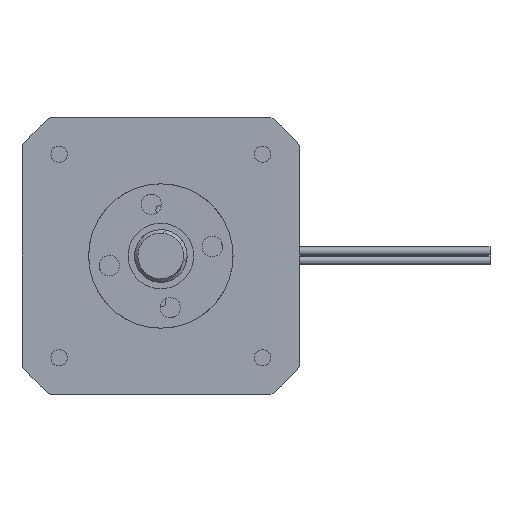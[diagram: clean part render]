
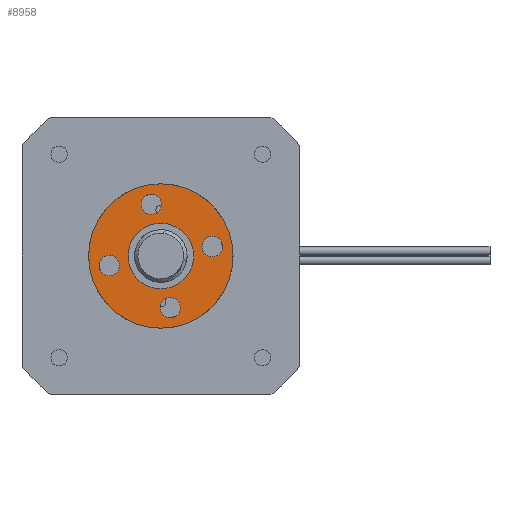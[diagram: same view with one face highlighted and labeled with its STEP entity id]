
A CAD part, front view. The second image highlights one B-rep face of the part: STEP entity #8958.
In plain terms, the highlighted face is planar.
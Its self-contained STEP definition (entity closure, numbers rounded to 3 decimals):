
#33 = EDGE_LOOP ( 'NONE', ( #6643, #10645 ) ) ;
#195 = ORIENTED_EDGE ( 'NONE', *, *, #8804, .F. ) ;
#293 = AXIS2_PLACEMENT_3D ( 'NONE', #9899, #4079, #12126 ) ;
#384 = DIRECTION ( 'NONE',  ( 0., 0., 1. ) ) ;
#577 = CARTESIAN_POINT ( 'NONE',  ( -8., 3.5, 1.55 ) ) ;
#779 = AXIS2_PLACEMENT_3D ( 'NONE', #14031, #3911, #8401 ) ;
#1002 = VERTEX_POINT ( 'NONE', #6733 ) ;
#1173 = CARTESIAN_POINT ( 'NONE',  ( 0., 3.5, -8. ) ) ;
#1220 = CARTESIAN_POINT ( 'NONE',  ( 0., 3.5, 8. ) ) ;
#1340 = CARTESIAN_POINT ( 'NONE',  ( 0., 3.5, 0. ) ) ;
#1368 = DIRECTION ( 'NONE',  ( 0., 1., 0. ) ) ;
#1406 = FACE_BOUND ( 'NONE', #8373, .T. ) ;
#1718 = ORIENTED_EDGE ( 'NONE', *, *, #3580, .F. ) ;
#1746 = CARTESIAN_POINT ( 'NONE',  ( 0., 3.5, -8. ) ) ;
#1816 = VERTEX_POINT ( 'NONE', #4326 ) ;
#1830 = CARTESIAN_POINT ( 'NONE',  ( 0., 3.5, -6.45 ) ) ;
#1848 = AXIS2_PLACEMENT_3D ( 'NONE', #13808, #13958, #384 ) ;
#2015 = EDGE_LOOP ( 'NONE', ( #1718, #195 ) ) ;
#2025 = CIRCLE ( 'NONE', #10023, 11. ) ;
#2108 = EDGE_LOOP ( 'NONE', ( #5937, #9013 ) ) ;
#2142 = EDGE_CURVE ( 'NONE', #12416, #4596, #5927, .T. ) ;
#2165 = DIRECTION ( 'NONE',  ( 0., 0., 1. ) ) ;
#2223 = FACE_BOUND ( 'NONE', #2108, .T. ) ;
#2396 = DIRECTION ( 'NONE',  ( 0., 0., 1. ) ) ;
#2430 = EDGE_CURVE ( 'NONE', #10268, #10285, #9459, .T. ) ;
#2890 = CARTESIAN_POINT ( 'NONE',  ( 0., 3.5, -5. ) ) ;
#2988 = DIRECTION ( 'NONE',  ( 0., 0., 1. ) ) ;
#3580 = EDGE_CURVE ( 'NONE', #13156, #8182, #4296, .T. ) ;
#3705 = EDGE_CURVE ( 'NONE', #4596, #12416, #12324, .T. ) ;
#3841 = DIRECTION ( 'NONE',  ( 0., 1., 0. ) ) ;
#3911 = DIRECTION ( 'NONE',  ( 0., 1., 0. ) ) ;
#3954 = CIRCLE ( 'NONE', #1848, 1.55 ) ;
#4079 = DIRECTION ( 'NONE',  ( 0., 1., 0. ) ) ;
#4199 = AXIS2_PLACEMENT_3D ( 'NONE', #4645, #8024, #11229 ) ;
#4225 = AXIS2_PLACEMENT_3D ( 'NONE', #10223, #11268, #7780 ) ;
#4296 = CIRCLE ( 'NONE', #779, 1.55 ) ;
#4326 = CARTESIAN_POINT ( 'NONE',  ( 0., 3.5, -11. ) ) ;
#4483 = DIRECTION ( 'NONE',  ( 0., 0., 1. ) ) ;
#4596 = VERTEX_POINT ( 'NONE', #8341 ) ;
#4645 = CARTESIAN_POINT ( 'NONE',  ( 0., 3.5, 0. ) ) ;
#4675 = AXIS2_PLACEMENT_3D ( 'NONE', #8966, #5425, #6757 ) ;
#4900 = VERTEX_POINT ( 'NONE', #2890 ) ;
#5065 = ORIENTED_EDGE ( 'NONE', *, *, #12944, .F. ) ;
#5262 = ORIENTED_EDGE ( 'NONE', *, *, #7916, .F. ) ;
#5385 = CIRCLE ( 'NONE', #13652, 1.55 ) ;
#5425 = DIRECTION ( 'NONE',  ( 0., 1., 0. ) ) ;
#5609 = FACE_OUTER_BOUND ( 'NONE', #7530, .T. ) ;
#5927 = CIRCLE ( 'NONE', #11354, 1.55 ) ;
#5937 = ORIENTED_EDGE ( 'NONE', *, *, #9370, .F. ) ;
#5953 = AXIS2_PLACEMENT_3D ( 'NONE', #1173, #14535, #4483 ) ;
#5983 = DIRECTION ( 'NONE',  ( 0., 0., 1. ) ) ;
#6296 = DIRECTION ( 'NONE',  ( 0., 1., 0. ) ) ;
#6297 = DIRECTION ( 'NONE',  ( 0., 0., 1. ) ) ;
#6366 = CARTESIAN_POINT ( 'NONE',  ( 0., 3.5, 0. ) ) ;
#6409 = EDGE_CURVE ( 'NONE', #10438, #1002, #10785, .T. ) ;
#6640 = CARTESIAN_POINT ( 'NONE',  ( 8., 3.5, 0. ) ) ;
#6643 = ORIENTED_EDGE ( 'NONE', *, *, #2142, .F. ) ;
#6714 = FACE_BOUND ( 'NONE', #33, .T. ) ;
#6733 = CARTESIAN_POINT ( 'NONE',  ( 0., 3.5, 9.55 ) ) ;
#6757 = DIRECTION ( 'NONE',  ( 0., 0., 1. ) ) ;
#6924 = EDGE_CURVE ( 'NONE', #1002, #10438, #3954, .T. ) ;
#7530 = EDGE_LOOP ( 'NONE', ( #13571, #11756 ) ) ;
#7652 = AXIS2_PLACEMENT_3D ( 'NONE', #6366, #6296, #2988 ) ;
#7742 = DIRECTION ( 'NONE',  ( 0., 0., 1. ) ) ;
#7780 = DIRECTION ( 'NONE',  ( 0., 0., 1. ) ) ;
#7903 = CARTESIAN_POINT ( 'NONE',  ( 0., 3.5, 5. ) ) ;
#7916 = EDGE_CURVE ( 'NONE', #8588, #4900, #11053, .T. ) ;
#8024 = DIRECTION ( 'NONE',  ( 0., 1., 0. ) ) ;
#8182 = VERTEX_POINT ( 'NONE', #10370 ) ;
#8341 = CARTESIAN_POINT ( 'NONE',  ( 0., 3.5, -9.55 ) ) ;
#8373 = EDGE_LOOP ( 'NONE', ( #11647, #10547 ) ) ;
#8401 = DIRECTION ( 'NONE',  ( 0., 0., 1. ) ) ;
#8588 = VERTEX_POINT ( 'NONE', #7903 ) ;
#8701 = DIRECTION ( 'NONE',  ( 0., 1., 0. ) ) ;
#8804 = EDGE_CURVE ( 'NONE', #8182, #13156, #5385, .T. ) ;
#8958 = ADVANCED_FACE ( 'NONE', ( #2223, #1406, #13813, #6714, #11448, #5609 ), #12487, .T. ) ;
#8966 = CARTESIAN_POINT ( 'NONE',  ( 0., 3.5, 0. ) ) ;
#9013 = ORIENTED_EDGE ( 'NONE', *, *, #2430, .F. ) ;
#9370 = EDGE_CURVE ( 'NONE', #10285, #10268, #12219, .T. ) ;
#9459 = CIRCLE ( 'NONE', #293, 1.55 ) ;
#9899 = CARTESIAN_POINT ( 'NONE',  ( -8., 3.5, 0. ) ) ;
#9948 = CARTESIAN_POINT ( 'NONE',  ( 0., 3.5, 11. ) ) ;
#10023 = AXIS2_PLACEMENT_3D ( 'NONE', #1340, #3841, #5983 ) ;
#10223 = CARTESIAN_POINT ( 'NONE',  ( -8., 3.5, 0. ) ) ;
#10247 = AXIS2_PLACEMENT_3D ( 'NONE', #12276, #13316, #2165 ) ;
#10268 = VERTEX_POINT ( 'NONE', #10816 ) ;
#10285 = VERTEX_POINT ( 'NONE', #577 ) ;
#10370 = CARTESIAN_POINT ( 'NONE',  ( 8., 3.5, -1.55 ) ) ;
#10438 = VERTEX_POINT ( 'NONE', #11108 ) ;
#10547 = ORIENTED_EDGE ( 'NONE', *, *, #6409, .F. ) ;
#10645 = ORIENTED_EDGE ( 'NONE', *, *, #3705, .F. ) ;
#10785 = CIRCLE ( 'NONE', #13149, 1.55 ) ;
#10816 = CARTESIAN_POINT ( 'NONE',  ( -8., 3.5, -1.55 ) ) ;
#10846 = EDGE_CURVE ( 'NONE', #11473, #1816, #11898, .T. ) ;
#11053 = CIRCLE ( 'NONE', #4675, 5. ) ;
#11108 = CARTESIAN_POINT ( 'NONE',  ( 0., 3.5, 6.45 ) ) ;
#11190 = EDGE_CURVE ( 'NONE', #1816, #11473, #2025, .T. ) ;
#11229 = DIRECTION ( 'NONE',  ( 0., 0., 1. ) ) ;
#11268 = DIRECTION ( 'NONE',  ( 0., 1., 0. ) ) ;
#11354 = AXIS2_PLACEMENT_3D ( 'NONE', #1746, #14205, #6297 ) ;
#11448 = FACE_BOUND ( 'NONE', #14323, .T. ) ;
#11473 = VERTEX_POINT ( 'NONE', #9948 ) ;
#11647 = ORIENTED_EDGE ( 'NONE', *, *, #6924, .F. ) ;
#11756 = ORIENTED_EDGE ( 'NONE', *, *, #10846, .T. ) ;
#11898 = CIRCLE ( 'NONE', #10247, 11. ) ;
#12126 = DIRECTION ( 'NONE',  ( 0., 0., 1. ) ) ;
#12139 = CARTESIAN_POINT ( 'NONE',  ( 8., 3.5, 1.55 ) ) ;
#12219 = CIRCLE ( 'NONE', #4225, 1.55 ) ;
#12276 = CARTESIAN_POINT ( 'NONE',  ( 0., 3.5, 0. ) ) ;
#12324 = CIRCLE ( 'NONE', #5953, 1.55 ) ;
#12416 = VERTEX_POINT ( 'NONE', #1830 ) ;
#12487 = PLANE ( 'NONE',  #4199 ) ;
#12868 = CIRCLE ( 'NONE', #7652, 5. ) ;
#12944 = EDGE_CURVE ( 'NONE', #4900, #8588, #12868, .T. ) ;
#13149 = AXIS2_PLACEMENT_3D ( 'NONE', #1220, #1368, #2396 ) ;
#13156 = VERTEX_POINT ( 'NONE', #12139 ) ;
#13316 = DIRECTION ( 'NONE',  ( 0., 1., 0. ) ) ;
#13571 = ORIENTED_EDGE ( 'NONE', *, *, #11190, .T. ) ;
#13652 = AXIS2_PLACEMENT_3D ( 'NONE', #6640, #8701, #7742 ) ;
#13808 = CARTESIAN_POINT ( 'NONE',  ( 0., 3.5, 8. ) ) ;
#13813 = FACE_BOUND ( 'NONE', #2015, .T. ) ;
#13958 = DIRECTION ( 'NONE',  ( 0., 1., 0. ) ) ;
#14031 = CARTESIAN_POINT ( 'NONE',  ( 8., 3.5, 0. ) ) ;
#14205 = DIRECTION ( 'NONE',  ( 0., 1., 0. ) ) ;
#14323 = EDGE_LOOP ( 'NONE', ( #5065, #5262 ) ) ;
#14535 = DIRECTION ( 'NONE',  ( 0., 1., 0. ) ) ;
